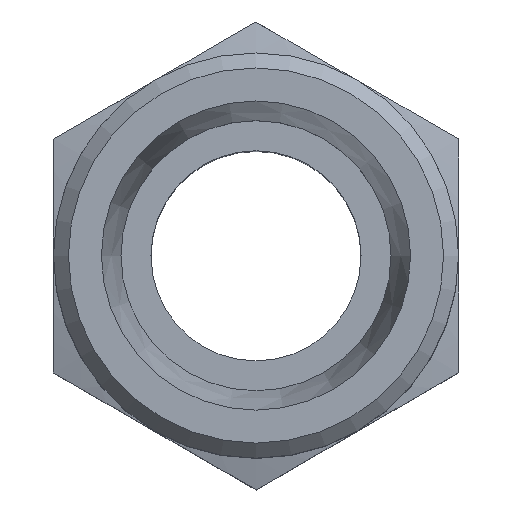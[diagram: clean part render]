
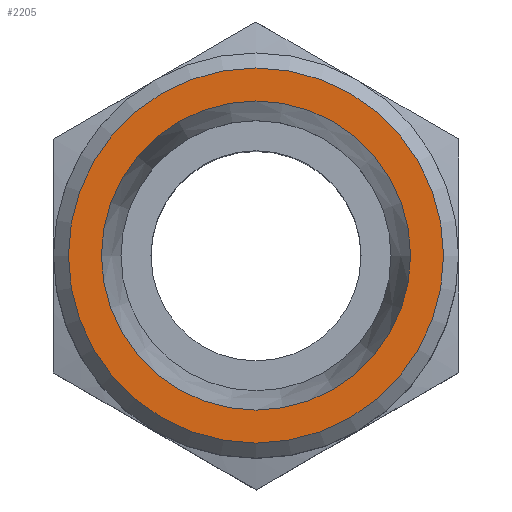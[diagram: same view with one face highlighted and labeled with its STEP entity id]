
A CAD part, top view. The second image highlights one B-rep face of the part: STEP entity #2205.
In plain terms, the highlighted planar face has unit normal (0, 0, 1).
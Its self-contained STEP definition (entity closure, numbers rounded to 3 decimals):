
#2030=CARTESIAN_POINT('',(10.3,0.,38.0));
#2031=VERTEX_POINT('',#2030);
#2032=CARTESIAN_POINT('',(0.0,0.0,38.0));
#2033=DIRECTION('',(0.0,0.0,-1.0));
#2034=DIRECTION('',(-1.0,0.0,0.0));
#2035=AXIS2_PLACEMENT_3D('',#2032,#2033,#2034);
#2036=CIRCLE('',#2035,10.3);
#2037=EDGE_CURVE('',#2031,#2031,#2036,.T.);
#2182=CARTESIAN_POINT('',(12.5,0.,38.0));
#2183=VERTEX_POINT('',#2182);
#2184=CARTESIAN_POINT('',(0.0,0.0,38.0));
#2185=DIRECTION('',(0.0,0.0,-1.0));
#2186=DIRECTION('',(-1.0,0.0,0.0));
#2187=AXIS2_PLACEMENT_3D('',#2184,#2185,#2186);
#2188=CIRCLE('',#2187,12.5);
#2189=EDGE_CURVE('',#2183,#2183,#2188,.T.);
#2194=CARTESIAN_POINT('',(0.,0.,38.0));
#2195=DIRECTION('',(0.0,0.0,1.0));
#2196=DIRECTION('',(1.0,0.0,0.0));
#2197=AXIS2_PLACEMENT_3D('',#2194,#2195,#2196);
#2198=PLANE('',#2197);
#2199=ORIENTED_EDGE('',*,*,#2189,.F.);
#2200=EDGE_LOOP('',(#2199));
#2201=FACE_OUTER_BOUND('',#2200,.T.);
#2202=ORIENTED_EDGE('',*,*,#2037,.T.);
#2203=EDGE_LOOP('',(#2202));
#2204=FACE_BOUND('',#2203,.T.);
#2205=ADVANCED_FACE('',(#2201,#2204),#2198,.T.);
